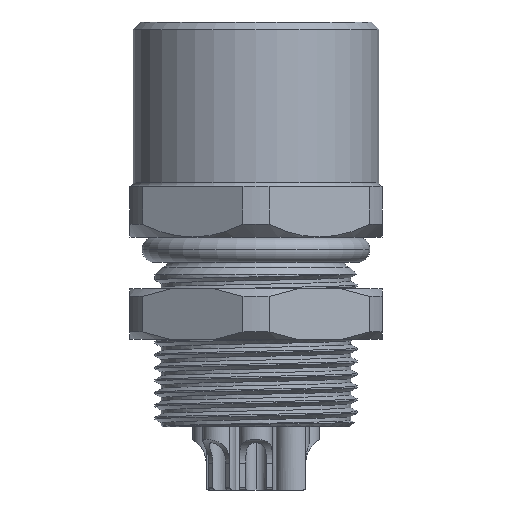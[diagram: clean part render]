
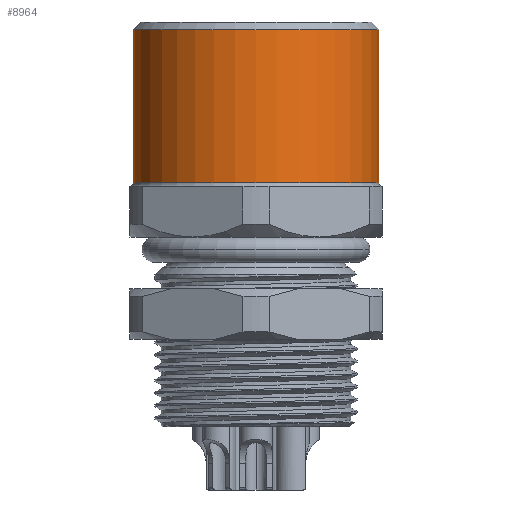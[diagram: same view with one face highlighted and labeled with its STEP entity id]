
A CAD part, front view. The second image highlights one B-rep face of the part: STEP entity #8964.
In plain terms, the highlighted cylindrical face has radius 4.85 mm (diameter 9.7 mm), a partial arc.
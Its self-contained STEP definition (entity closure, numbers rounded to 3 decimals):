
#4467=DIRECTION('',(0.,0.,1.));
#4468=VECTOR('',#4467,6.05);
#4469=CARTESIAN_POINT('',(4.85,0.,-0.15));
#4470=LINE('',#4469,#4468);
#4486=CARTESIAN_POINT('',(0.,0.,-0.15));
#4487=DIRECTION('',(0.,0.,-1.));
#4488=DIRECTION('',(1.,0.,0.));
#4489=AXIS2_PLACEMENT_3D('',#4486,#4487,#4488);
#4491=DIRECTION('',(0.,0.,1.));
#4492=VECTOR('',#4491,6.05);
#4493=CARTESIAN_POINT('',(-4.85,0.,-0.15));
#4494=LINE('',#4493,#4492);
#4495=CARTESIAN_POINT('',(0.,0.,5.9));
#4496=DIRECTION('',(0.,0.,1.));
#4497=DIRECTION('',(-1.,0.,0.));
#4498=AXIS2_PLACEMENT_3D('',#4495,#4496,#4497);
#8587=CARTESIAN_POINT('',(-4.85,0.,5.9));
#8588=CARTESIAN_POINT('',(4.85,0.,5.9));
#8589=VERTEX_POINT('',#8587);
#8590=VERTEX_POINT('',#8588);
#8767=CARTESIAN_POINT('',(4.85,0.,-0.15));
#8768=CARTESIAN_POINT('',(-4.85,0.,-0.15));
#8769=VERTEX_POINT('',#8767);
#8770=VERTEX_POINT('',#8768);
#8953=CARTESIAN_POINT('',(0.,0.,-0.3));
#8954=DIRECTION('',(0.,0.,1.));
#8955=DIRECTION('',(1.,0.,0.));
#8956=AXIS2_PLACEMENT_3D('',#8953,#8954,#8955);
#8957=CYLINDRICAL_SURFACE('',#8956,4.85);
#8958=ORIENTED_EDGE('',*,*,#8940,.T.);
#8959=ORIENTED_EDGE('',*,*,#8911,.T.);
#8960=ORIENTED_EDGE('',*,*,#8881,.T.);
#8961=ORIENTED_EDGE('',*,*,#8908,.F.);
#8962=EDGE_LOOP('',(#8958,#8959,#8960,#8961));
#8963=FACE_OUTER_BOUND('',#8962,.F.);
#4490=CIRCLE('',#4489,4.85);
#4499=CIRCLE('',#4498,4.85);
#8881=EDGE_CURVE('',#8589,#8590,#4499,.T.);
#8908=EDGE_CURVE('',#8769,#8590,#4470,.T.);
#8911=EDGE_CURVE('',#8770,#8589,#4494,.T.);
#8940=EDGE_CURVE('',#8769,#8770,#4490,.T.);
#8964=ADVANCED_FACE('',(#8963),#8957,.T.);
